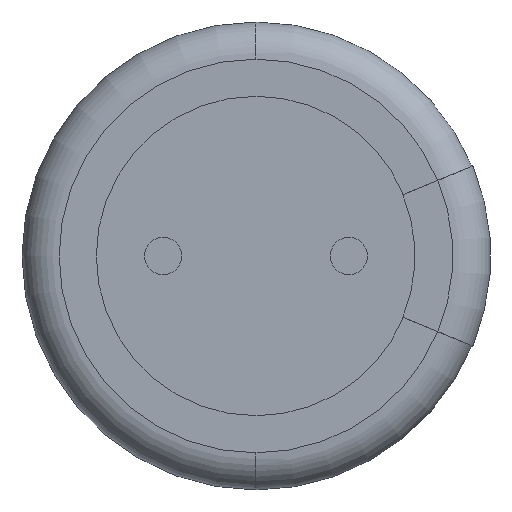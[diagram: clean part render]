
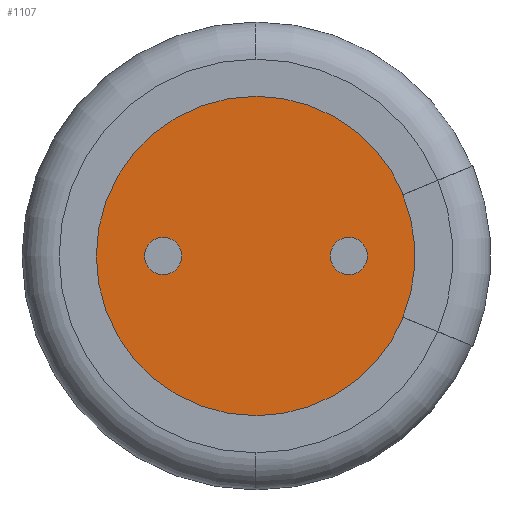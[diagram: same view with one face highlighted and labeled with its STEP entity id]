
A CAD part, front view. The second image highlights one B-rep face of the part: STEP entity #1107.
In plain terms, the highlighted planar face has unit normal (0, -1, 0).
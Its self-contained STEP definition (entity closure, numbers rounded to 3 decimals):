
#6 = CARTESIAN_POINT ( 'NONE',  ( 1.25, 0.3, -0.25 ) ) ;
#26 = CIRCLE ( 'NONE', #2165, 0.25 ) ;
#48 = DIRECTION ( 'NONE',  ( 0., 0., -1. ) ) ;
#120 = VERTEX_POINT ( 'NONE', #1035 ) ;
#127 = CIRCLE ( 'NONE', #1210, 0.25 ) ;
#128 = DIRECTION ( 'NONE',  ( 0., -1., 0. ) ) ;
#184 = CARTESIAN_POINT ( 'NONE',  ( 1.985, 0.3, 0.826 ) ) ;
#188 = EDGE_CURVE ( 'NONE', #219, #2124, #127, .T. ) ;
#211 = EDGE_CURVE ( 'NONE', #996, #1087, #1902, .T. ) ;
#219 = VERTEX_POINT ( 'NONE', #6 ) ;
#252 = FACE_BOUND ( 'NONE', #473, .T. ) ;
#300 = DIRECTION ( 'NONE',  ( 0., -1., 0. ) ) ;
#302 = CARTESIAN_POINT ( 'NONE',  ( 0., 0.3, 0. ) ) ;
#339 = PLANE ( 'NONE',  #1582 ) ;
#349 = ORIENTED_EDGE ( 'NONE', *, *, #1772, .T. ) ;
#352 = CIRCLE ( 'NONE', #831, 2.15 ) ;
#357 = EDGE_CURVE ( 'NONE', #1341, #1087, #2068, .T. ) ;
#367 = DIRECTION ( 'NONE',  ( -0.924, 0., 0.383 ) ) ;
#390 = AXIS2_PLACEMENT_3D ( 'NONE', #302, #1508, #487 ) ;
#442 = CARTESIAN_POINT ( 'NONE',  ( 0., 0.3, 0. ) ) ;
#469 = DIRECTION ( 'NONE',  ( 0., -1., 0. ) ) ;
#473 = EDGE_LOOP ( 'NONE', ( #801, #1980 ) ) ;
#487 = DIRECTION ( 'NONE',  ( 0., 0., -1. ) ) ;
#489 = CARTESIAN_POINT ( 'NONE',  ( 1.25, 0.3, 0. ) ) ;
#508 = EDGE_CURVE ( 'NONE', #1059, #2220, #1960, .T. ) ;
#510 = EDGE_LOOP ( 'NONE', ( #1048, #932, #530, #1190, #349, #2007 ) ) ;
#530 = ORIENTED_EDGE ( 'NONE', *, *, #508, .T. ) ;
#614 = DIRECTION ( 'NONE',  ( 0., 0., -1. ) ) ;
#630 = CARTESIAN_POINT ( 'NONE',  ( 1.25, 0.3, 0. ) ) ;
#655 = DIRECTION ( 'NONE',  ( 0., 0., 1. ) ) ;
#668 = CARTESIAN_POINT ( 'NONE',  ( 1.976, 0.3, 0.823 ) ) ;
#707 = DIRECTION ( 'NONE',  ( 0., -1., 0. ) ) ;
#712 = FACE_BOUND ( 'NONE', #1656, .T. ) ;
#779 = CARTESIAN_POINT ( 'NONE',  ( 1.976, 0.3, -0.823 ) ) ;
#801 = ORIENTED_EDGE ( 'NONE', *, *, #1159, .F. ) ;
#808 = DIRECTION ( 'NONE',  ( 0., 0., 1. ) ) ;
#828 = VECTOR ( 'NONE', #367, 1000. ) ;
#831 = AXIS2_PLACEMENT_3D ( 'NONE', #1385, #469, #1668 ) ;
#901 = VERTEX_POINT ( 'NONE', #1014 ) ;
#932 = ORIENTED_EDGE ( 'NONE', *, *, #984, .T. ) ;
#958 = CARTESIAN_POINT ( 'NONE',  ( 1.985, 0.3, -0.826 ) ) ;
#984 = EDGE_CURVE ( 'NONE', #996, #1059, #352, .T. ) ;
#996 = VERTEX_POINT ( 'NONE', #184 ) ;
#1012 = AXIS2_PLACEMENT_3D ( 'NONE', #1736, #707, #1907 ) ;
#1014 = CARTESIAN_POINT ( 'NONE',  ( -1.25, 0.3, -0.25 ) ) ;
#1035 = CARTESIAN_POINT ( 'NONE',  ( -1.25, 0.3, 0.25 ) ) ;
#1048 = ORIENTED_EDGE ( 'NONE', *, *, #211, .F. ) ;
#1059 = VERTEX_POINT ( 'NONE', #2193 ) ;
#1083 = DIRECTION ( 'NONE',  ( 0., -1., 0. ) ) ;
#1087 = VERTEX_POINT ( 'NONE', #668 ) ;
#1107 = ADVANCED_FACE ( 'NONE', ( #1621, #252, #712 ), #339, .T. ) ;
#1122 = CIRCLE ( 'NONE', #1566, 0.25 ) ;
#1157 = CARTESIAN_POINT ( 'NONE',  ( -1.25, 0.3, 0. ) ) ;
#1159 = EDGE_CURVE ( 'NONE', #2124, #219, #26, .T. ) ;
#1190 = ORIENTED_EDGE ( 'NONE', *, *, #1255, .T. ) ;
#1210 = AXIS2_PLACEMENT_3D ( 'NONE', #489, #1682, #655 ) ;
#1255 = EDGE_CURVE ( 'NONE', #2220, #1340, #1745, .T. ) ;
#1272 = LINE ( 'NONE', #1399, #828 ) ;
#1274 = AXIS2_PLACEMENT_3D ( 'NONE', #1332, #300, #1503 ) ;
#1332 = CARTESIAN_POINT ( 'NONE',  ( -0.01, 0.3, 0. ) ) ;
#1334 = DIRECTION ( 'NONE',  ( 0., 0., -1. ) ) ;
#1340 = VERTEX_POINT ( 'NONE', #958 ) ;
#1341 = VERTEX_POINT ( 'NONE', #779 ) ;
#1385 = CARTESIAN_POINT ( 'NONE',  ( 0., 0.3, 0. ) ) ;
#1399 = CARTESIAN_POINT ( 'NONE',  ( -0.001, 0.3, -0.004 ) ) ;
#1481 = CARTESIAN_POINT ( 'NONE',  ( 1.25, 0.3, 0.25 ) ) ;
#1503 = DIRECTION ( 'NONE',  ( 0., 0., -1. ) ) ;
#1508 = DIRECTION ( 'NONE',  ( 0., -1., 0. ) ) ;
#1566 = AXIS2_PLACEMENT_3D ( 'NONE', #1157, #128, #1334 ) ;
#1579 = AXIS2_PLACEMENT_3D ( 'NONE', #2114, #1083, #48 ) ;
#1582 = AXIS2_PLACEMENT_3D ( 'NONE', #442, #1638, #614 ) ;
#1621 = FACE_OUTER_BOUND ( 'NONE', #510, .T. ) ;
#1638 = DIRECTION ( 'NONE',  ( 0., -1., 0. ) ) ;
#1656 = EDGE_LOOP ( 'NONE', ( #1874, #1892 ) ) ;
#1668 = DIRECTION ( 'NONE',  ( 0., 0., -1. ) ) ;
#1682 = DIRECTION ( 'NONE',  ( 0., -1., 0. ) ) ;
#1736 = CARTESIAN_POINT ( 'NONE',  ( -1.25, 0.3, 0. ) ) ;
#1745 = CIRCLE ( 'NONE', #390, 2.15 ) ;
#1759 = EDGE_CURVE ( 'NONE', #901, #120, #1780, .T. ) ;
#1772 = EDGE_CURVE ( 'NONE', #1340, #1341, #1272, .T. ) ;
#1780 = CIRCLE ( 'NONE', #1012, 0.25 ) ;
#1827 = DIRECTION ( 'NONE',  ( 0., -1., 0. ) ) ;
#1847 = VECTOR ( 'NONE', #1853, 1000. ) ;
#1853 = DIRECTION ( 'NONE',  ( -0.924, 0., -0.383 ) ) ;
#1874 = ORIENTED_EDGE ( 'NONE', *, *, #2197, .F. ) ;
#1892 = ORIENTED_EDGE ( 'NONE', *, *, #1759, .F. ) ;
#1902 = LINE ( 'NONE', #2029, #1847 ) ;
#1907 = DIRECTION ( 'NONE',  ( 0., 0., -1. ) ) ;
#1960 = CIRCLE ( 'NONE', #1579, 2.15 ) ;
#1980 = ORIENTED_EDGE ( 'NONE', *, *, #188, .F. ) ;
#2007 = ORIENTED_EDGE ( 'NONE', *, *, #357, .T. ) ;
#2018 = CARTESIAN_POINT ( 'NONE',  ( 0., 0.3, -2.15 ) ) ;
#2029 = CARTESIAN_POINT ( 'NONE',  ( -0.001, 0.3, 0.004 ) ) ;
#2068 = CIRCLE ( 'NONE', #1274, 2.15 ) ;
#2114 = CARTESIAN_POINT ( 'NONE',  ( 0., 0.3, 0. ) ) ;
#2124 = VERTEX_POINT ( 'NONE', #1481 ) ;
#2165 = AXIS2_PLACEMENT_3D ( 'NONE', #630, #1827, #808 ) ;
#2193 = CARTESIAN_POINT ( 'NONE',  ( 0., 0.3, 2.15 ) ) ;
#2197 = EDGE_CURVE ( 'NONE', #120, #901, #1122, .T. ) ;
#2220 = VERTEX_POINT ( 'NONE', #2018 ) ;
